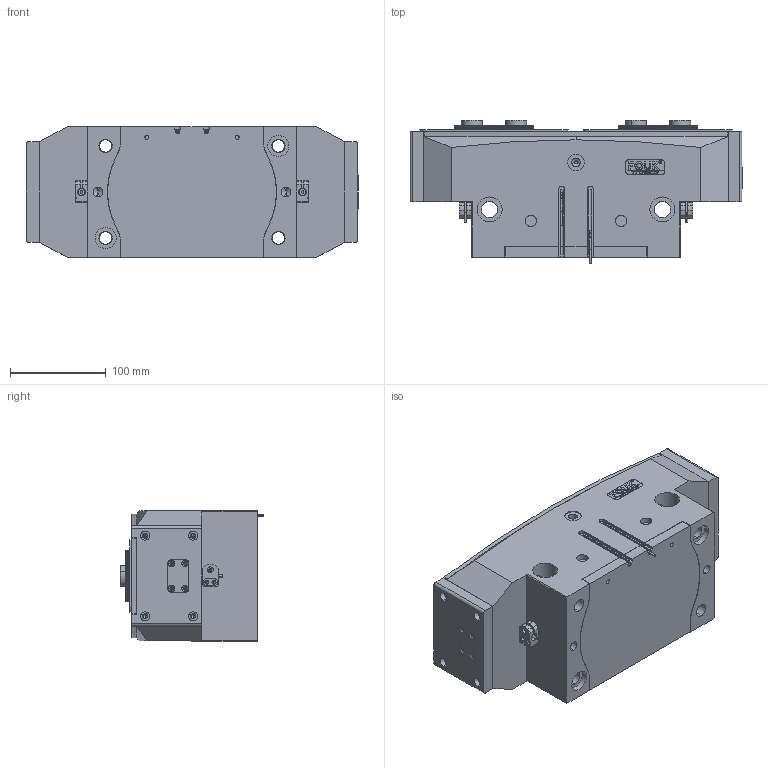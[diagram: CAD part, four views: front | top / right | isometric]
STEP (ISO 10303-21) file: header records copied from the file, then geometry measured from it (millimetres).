
FILE_DESCRIPTION (( 'STEP AP203' ), '1' );
FILE_NAME ('FR134-318-P.STEP', '2025-01-12T05:40:52', ( 'USER-' ), ( 'Microsoft' ), 'SwSTEP 2.0', 'SolidWorks 2018', '' );
FILE_SCHEMA (( 'CONFIG_CONTROL_DESIGN' ));
Length unit declared in the file: millimetre
Products named in the file (17): TRT134-318-M-11 奻葡裔啣; FR134-318-P; TRT134-318-M-12 耜猾极; 晚假蚾輸B; FR134-318; 40x15-R2.5; TRT134-318-M-02 喘倛賑輸; TRT134-318-M-05菁裔啣; 棠羲換覜ん; TRT134-318-M-13 移动挡板(默认); 埴翐芛蹟佪_GB_FASTENER_SCREWS_HSHCS M2X8-N; TR240-15耜猾苤裔耀倰; 羲壽標釱B; 8-30 換覜ん; 22x20杶种; TRT134-318-M-01 喘倛褲极; TRT134-318-M-14 忒硌薊啣
Assembly tree (31 placements, depth 3):
  FR134-318-P
    TRT134-318-M-11 奻葡裔啣
    TRT134-318-M-12 耜猾极  x2
    TRT134-318-M-14 忒硌薊啣  x2
    TRT134-318-M-13 移动挡板(默认)  x2
    22x20杶种  x4
    TR240-15耜猾苤裔耀倰  x2
    FR134-318
      TRT134-318-M-01 喘倛褲极
      TRT134-318-M-02 喘倛賑輸  x2
      TRT134-318-M-05菁裔啣
      羲壽標釱B  x2
      8-30 換覜ん  x2
      晚假蚾輸B  x2
      埴翐芛蹟佪_GB_FASTENER_SCREWS_HSHCS M2X8-N  x4
      棠羲換覜ん  x2
      40x15-R2.5
Bounding box: 346 x 149.66 x 136 mm (x, y, z)
Volume: 4565104.1 mm3; surface area: 603839.5 mm2
Topology: 30 solids, 30 shells, 1825 faces, 4709 edges, 2963 vertices
Faces by surface type: plane 780, cylinder 593, cone 289, bspline 155, torus 8
Entity records: 49129 total; most frequent: CARTESIAN_POINT 14197, ORIENTED_EDGE 6894, DIRECTION 6514, EDGE_CURVE 3447, VERTEX_POINT 2240, AXIS2_PLACEMENT_3D 2177, LINE 2160, VECTOR 2160
